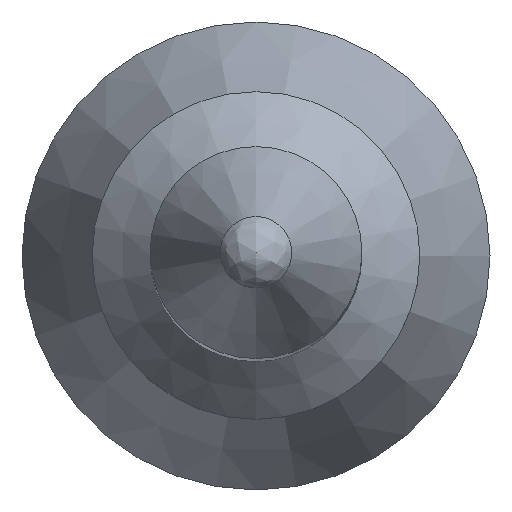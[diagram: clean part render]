
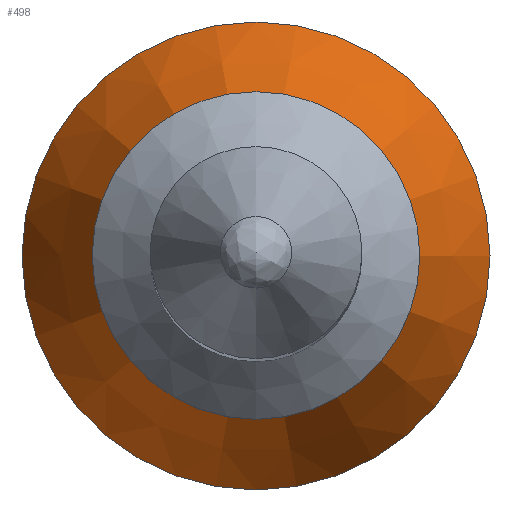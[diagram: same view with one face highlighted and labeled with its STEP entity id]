
A CAD part, top view. The second image highlights one B-rep face of the part: STEP entity #498.
In plain terms, the highlighted conical face has half-angle 24.513 degrees and reference radius 1.75 mm.
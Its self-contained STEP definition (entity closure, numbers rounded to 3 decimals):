
#204=CONICAL_SURFACE('',#3091,1.75,24.513);
#498=ADVANCED_FACE('',(#617,#618),#204,.T.);
#617=FACE_BOUND('',#781,.T.);
#618=FACE_BOUND('',#782,.T.);
#781=EDGE_LOOP('',(#1343));
#782=EDGE_LOOP('',(#1344));
#1343=ORIENTED_EDGE('',*,*,#1831,.T.);
#1344=ORIENTED_EDGE('',*,*,#1832,.F.);
#1548=VERTEX_POINT('',#5357);
#1549=VERTEX_POINT('',#5359);
#1831=EDGE_CURVE('',#1548,#1548,#1881,.T.);
#1832=EDGE_CURVE('',#1549,#1549,#1966,.T.);
#1881=B_SPLINE_CURVE_WITH_KNOTS('',3,(#5339,#5340,#5341,#5342,#5343,#5344,
#5345,#5346,#5347,#5348,#5349,#5350,#5351,#5352,#5353,#5354,#5355,#5356),
 .UNSPECIFIED.,.T.,.F.,(2,2,2,2,2,2,2,2,2,2,2),(-0.125,0.,0.125,0.25,0.375,
0.5,0.625,0.75,0.875,1.,1.125),.UNSPECIFIED.);
#1966=CIRCLE('',#3090,1.75);
#3090=AXIS2_PLACEMENT_3D('',#5358,#3764,#3765);
#3091=AXIS2_PLACEMENT_3D('',#5360,#3766,#3767);
#3764=DIRECTION('',(0.,0.,-1.));
#3765=DIRECTION('',(-1.,0.,0.));
#3766=DIRECTION('',(0.,0.,-1.));
#3767=DIRECTION('',(-1.,0.,0.));
#5339=CARTESIAN_POINT('',(-0.9,-0.236,10.997));
#5340=CARTESIAN_POINT('',(-0.9,0.236,10.997));
#5341=CARTESIAN_POINT('',(-0.803,0.47,10.997));
#5342=CARTESIAN_POINT('',(-0.47,0.803,10.997));
#5343=CARTESIAN_POINT('',(-0.236,0.9,10.997));
#5344=CARTESIAN_POINT('',(0.236,0.9,10.997));
#5345=CARTESIAN_POINT('',(0.47,0.803,10.997));
#5346=CARTESIAN_POINT('',(0.803,0.47,10.997));
#5347=CARTESIAN_POINT('',(0.9,0.236,10.997));
#5348=CARTESIAN_POINT('',(0.9,-0.236,10.997));
#5349=CARTESIAN_POINT('',(0.803,-0.47,10.997));
#5350=CARTESIAN_POINT('',(0.47,-0.803,10.997));
#5351=CARTESIAN_POINT('',(0.236,-0.9,10.997));
#5352=CARTESIAN_POINT('',(-0.236,-0.9,10.997));
#5353=CARTESIAN_POINT('',(-0.47,-0.803,10.997));
#5354=CARTESIAN_POINT('',(-0.803,-0.47,10.997));
#5355=CARTESIAN_POINT('',(-0.9,-0.236,10.997));
#5356=CARTESIAN_POINT('',(-0.9,0.236,10.997));
#5357=CARTESIAN_POINT('',(-0.9,0.,10.997));
#5358=CARTESIAN_POINT('',(0.,0.,9.133));
#5359=CARTESIAN_POINT('',(-1.75,0.,9.133));
#5360=CARTESIAN_POINT('',(0.,0.,9.133));
